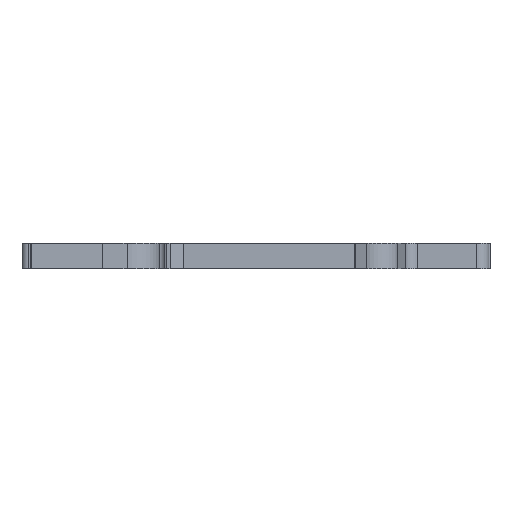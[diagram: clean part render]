
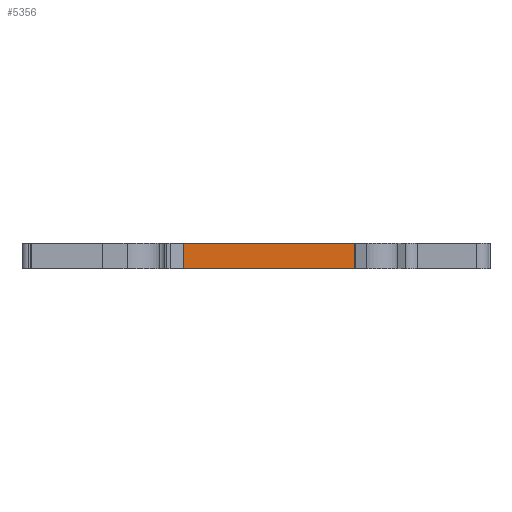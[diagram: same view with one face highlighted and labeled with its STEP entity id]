
A CAD part, front view. The second image highlights one B-rep face of the part: STEP entity #5356.
In plain terms, the highlighted planar face has unit normal (0, -1, 0).
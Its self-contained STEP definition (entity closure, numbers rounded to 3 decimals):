
#760 = DIRECTION ( 'NONE',  ( 1., 0., 0. ) ) ;
#886 = CARTESIAN_POINT ( 'NONE',  ( -14.022, -11.938, 3.272 ) ) ;
#902 = CARTESIAN_POINT ( 'NONE',  ( -14.022, -11.938, 3.272 ) ) ;
#1294 = ORIENTED_EDGE ( 'NONE', *, *, #7471, .F. ) ;
#1439 = ORIENTED_EDGE ( 'NONE', *, *, #7264, .T. ) ;
#1486 = ORIENTED_EDGE ( 'NONE', *, *, #7757, .T. ) ;
#1494 = ORIENTED_EDGE ( 'NONE', *, *, #8480, .F. ) ;
#2003 = VERTEX_POINT ( 'NONE', #902 ) ;
#2141 = VERTEX_POINT ( 'NONE', #9558 ) ;
#2207 = LINE ( 'NONE', #9639, #14384 ) ;
#2415 = VERTEX_POINT ( 'NONE', #12634 ) ;
#2552 = CARTESIAN_POINT ( 'NONE',  ( 14.304, -11.938, -0.878 ) ) ;
#2606 = VERTEX_POINT ( 'NONE', #2552 ) ;
#3660 = DIRECTION ( 'NONE',  ( 1., 0., 0. ) ) ;
#4584 = CARTESIAN_POINT ( 'NONE',  ( -14.022, -11.938, -0.878 ) ) ;
#5356 = ADVANCED_FACE ( 'NONE', ( #5629 ), #12279, .F. ) ;
#5629 = FACE_OUTER_BOUND ( 'NONE', #7072, .T. ) ;
#5654 = DIRECTION ( 'NONE',  ( 0., 0., -1. ) ) ;
#5736 = CARTESIAN_POINT ( 'NONE',  ( -14.022, -11.938, 3.322 ) ) ;
#6076 = DIRECTION ( 'NONE',  ( -1., 0., 0. ) ) ;
#6206 = AXIS2_PLACEMENT_3D ( 'NONE', #7932, #6939, #6076 ) ;
#6939 = DIRECTION ( 'NONE',  ( 0., 1., 0. ) ) ;
#7072 = EDGE_LOOP ( 'NONE', ( #1294, #1439, #1486, #1494 ) ) ;
#7264 = EDGE_CURVE ( 'NONE', #2003, #2415, #13390, .T. ) ;
#7471 = EDGE_CURVE ( 'NONE', #2003, #2141, #14072, .T. ) ;
#7757 = EDGE_CURVE ( 'NONE', #2415, #2606, #15108, .T. ) ;
#7932 = CARTESIAN_POINT ( 'NONE',  ( -14.022, -11.938, 3.322 ) ) ;
#8480 = EDGE_CURVE ( 'NONE', #2141, #2606, #2207, .T. ) ;
#9441 = DIRECTION ( 'NONE',  ( 0., 0., -1. ) ) ;
#9558 = CARTESIAN_POINT ( 'NONE',  ( 14.304, -11.938, 3.272 ) ) ;
#9639 = CARTESIAN_POINT ( 'NONE',  ( 14.304, -11.938, 3.322 ) ) ;
#10405 = VECTOR ( 'NONE', #5654, 1000. ) ;
#11084 = VECTOR ( 'NONE', #760, 1000. ) ;
#11800 = VECTOR ( 'NONE', #3660, 1000. ) ;
#12279 = PLANE ( 'NONE',  #6206 ) ;
#12634 = CARTESIAN_POINT ( 'NONE',  ( -14.022, -11.938, -0.878 ) ) ;
#13390 = LINE ( 'NONE', #5736, #10405 ) ;
#14072 = LINE ( 'NONE', #886, #11084 ) ;
#14384 = VECTOR ( 'NONE', #9441, 1000. ) ;
#15108 = LINE ( 'NONE', #4584, #11800 ) ;
